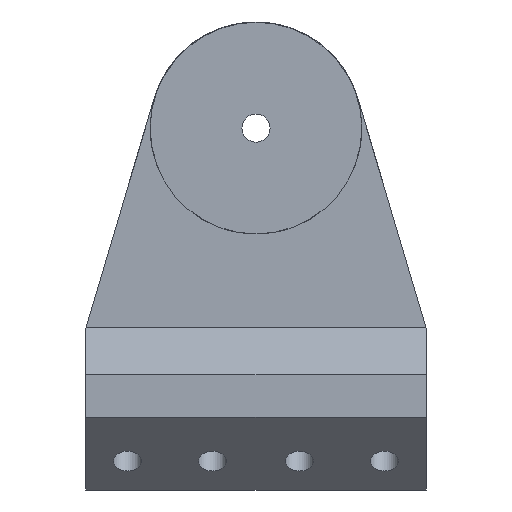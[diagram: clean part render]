
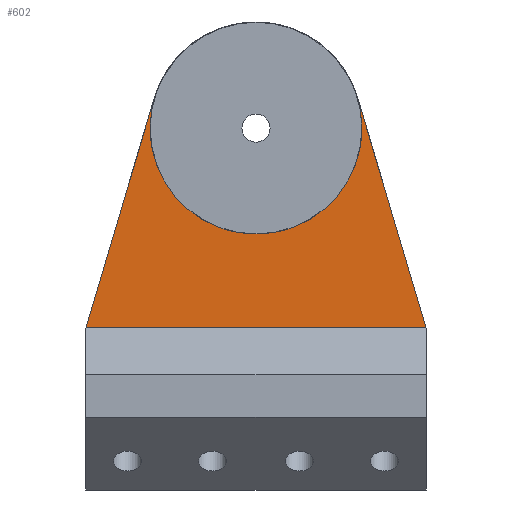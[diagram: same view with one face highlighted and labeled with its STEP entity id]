
A CAD part, left-side view. The second image highlights one B-rep face of the part: STEP entity #602.
In plain terms, the highlighted planar face has unit normal (-1, 0, 0).
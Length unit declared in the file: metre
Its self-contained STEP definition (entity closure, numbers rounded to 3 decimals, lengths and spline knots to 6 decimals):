
#17=LINE('',#891,#73);
#18=LINE('',#898,#74);
#19=LINE('',#899,#75);
#73=VECTOR('',#718,1.);
#74=VECTOR('',#725,1.);
#75=VECTOR('',#726,1.);
#125=PLANE('',#651);
#155=ORIENTED_EDGE('',*,*,#311,.F.);
#156=ORIENTED_EDGE('',*,*,#312,.T.);
#157=ORIENTED_EDGE('',*,*,#313,.T.);
#158=ORIENTED_EDGE('',*,*,#310,.T.);
#159=ORIENTED_EDGE('',*,*,#314,.F.);
#310=EDGE_CURVE('',#384,#388,#17,.T.);
#311=EDGE_CURVE('',#389,#389,#441,.T.);
#312=EDGE_CURVE('',#390,#391,#442,.T.);
#313=EDGE_CURVE('',#391,#384,#18,.T.);
#314=EDGE_CURVE('',#390,#388,#19,.T.);
#384=VERTEX_POINT('',#882);
#388=VERTEX_POINT('',#890);
#389=VERTEX_POINT('',#894);
#390=VERTEX_POINT('',#896);
#391=VERTEX_POINT('',#897);
#441=CIRCLE('',#652,0.012441);
#442=CIRCLE('',#653,0.012473);
#464=EDGE_LOOP('',(#155));
#465=EDGE_LOOP('',(#156,#157,#158,#159));
#528=FACE_BOUND('',#464,.T.);
#529=FACE_BOUND('',#465,.T.);
#602=ADVANCED_FACE('',(#528,#529),#125,.T.);
#651=AXIS2_PLACEMENT_3D('',#892,#719,#720);
#652=AXIS2_PLACEMENT_3D('',#893,#721,#722);
#653=AXIS2_PLACEMENT_3D('',#895,#723,#724);
#718=DIRECTION('',(0.,-1.,0.));
#719=DIRECTION('',(-1.,0.,0.));
#720=DIRECTION('',(0.,0.,1.));
#721=DIRECTION('',(-1.,0.,0.));
#722=DIRECTION('',(0.,0.,1.));
#723=DIRECTION('',(-1.,0.,0.));
#724=DIRECTION('',(0.,0.,1.));
#725=DIRECTION('',(0.,0.285,-0.959));
#726=DIRECTION('',(0.,-0.285,-0.959));
#882=CARTESIAN_POINT('',(0.251538,0.069985,0.096522));
#890=CARTESIAN_POINT('',(0.251538,0.030015,0.096522));
#891=CARTESIAN_POINT('',(0.251538,0.07,0.096522));
#892=CARTESIAN_POINT('',(0.251538,0.07,0.114498));
#893=CARTESIAN_POINT('',(0.251538,0.05,0.12));
#894=CARTESIAN_POINT('',(0.251538,0.05,0.132441));
#895=CARTESIAN_POINT('',(0.251538,0.05,0.12));
#896=CARTESIAN_POINT('',(0.251538,0.038043,0.123552));
#897=CARTESIAN_POINT('',(0.251538,0.061957,0.123552));
#898=CARTESIAN_POINT('',(0.251538,0.06508,0.113036));
#899=CARTESIAN_POINT('',(0.251538,0.038163,0.123954));
